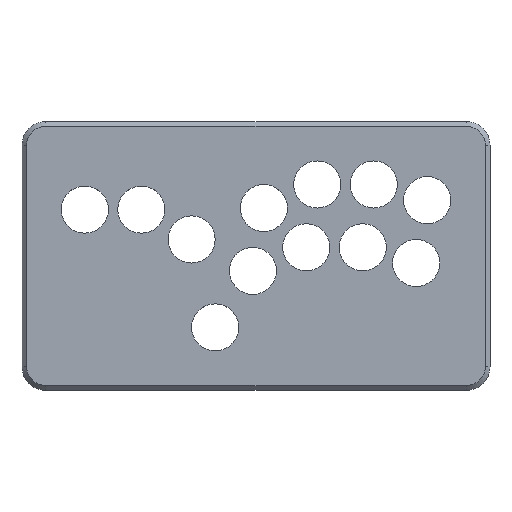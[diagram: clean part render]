
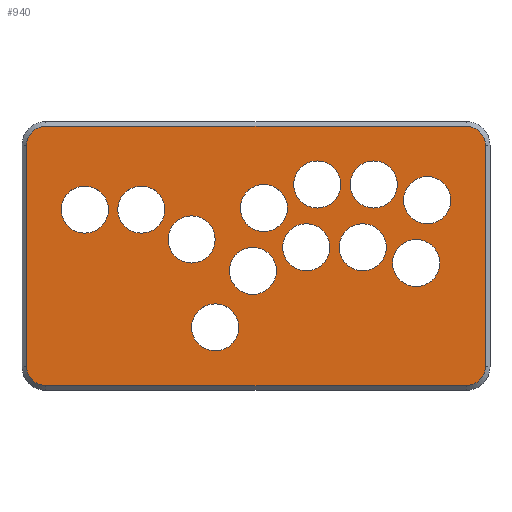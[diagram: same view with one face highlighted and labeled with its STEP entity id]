
A CAD part, top view. The second image highlights one B-rep face of the part: STEP entity #940.
In plain terms, the highlighted planar face has unit normal (0, 0, 1).
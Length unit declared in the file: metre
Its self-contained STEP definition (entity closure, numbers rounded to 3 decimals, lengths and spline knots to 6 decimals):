
#68=LINE('',#1528,#132);
#69=LINE('',#1532,#133);
#70=LINE('',#1536,#134);
#71=LINE('',#1540,#135);
#132=VECTOR('',#1218,1.);
#133=VECTOR('',#1221,1.);
#134=VECTOR('',#1224,1.);
#135=VECTOR('',#1227,1.);
#228=ORIENTED_EDGE('',*,*,#468,.T.);
#229=ORIENTED_EDGE('',*,*,#469,.T.);
#230=ORIENTED_EDGE('',*,*,#470,.T.);
#231=ORIENTED_EDGE('',*,*,#471,.T.);
#232=ORIENTED_EDGE('',*,*,#472,.T.);
#233=ORIENTED_EDGE('',*,*,#473,.T.);
#234=ORIENTED_EDGE('',*,*,#474,.T.);
#235=ORIENTED_EDGE('',*,*,#475,.T.);
#236=ORIENTED_EDGE('',*,*,#476,.F.);
#237=ORIENTED_EDGE('',*,*,#477,.F.);
#238=ORIENTED_EDGE('',*,*,#478,.F.);
#239=ORIENTED_EDGE('',*,*,#479,.F.);
#240=ORIENTED_EDGE('',*,*,#480,.F.);
#241=ORIENTED_EDGE('',*,*,#481,.F.);
#242=ORIENTED_EDGE('',*,*,#482,.F.);
#243=ORIENTED_EDGE('',*,*,#483,.F.);
#244=ORIENTED_EDGE('',*,*,#484,.F.);
#245=ORIENTED_EDGE('',*,*,#485,.F.);
#246=ORIENTED_EDGE('',*,*,#486,.F.);
#247=ORIENTED_EDGE('',*,*,#487,.F.);
#468=EDGE_CURVE('',#584,#585,#656,.T.);
#469=EDGE_CURVE('',#585,#586,#68,.T.);
#470=EDGE_CURVE('',#586,#587,#657,.T.);
#471=EDGE_CURVE('',#587,#588,#69,.T.);
#472=EDGE_CURVE('',#588,#589,#658,.T.);
#473=EDGE_CURVE('',#589,#590,#70,.T.);
#474=EDGE_CURVE('',#590,#591,#659,.T.);
#475=EDGE_CURVE('',#591,#584,#71,.T.);
#476=EDGE_CURVE('',#592,#592,#660,.T.);
#477=EDGE_CURVE('',#593,#593,#661,.T.);
#478=EDGE_CURVE('',#594,#594,#662,.T.);
#479=EDGE_CURVE('',#595,#595,#663,.T.);
#480=EDGE_CURVE('',#596,#596,#664,.T.);
#481=EDGE_CURVE('',#597,#597,#665,.T.);
#482=EDGE_CURVE('',#598,#598,#666,.T.);
#483=EDGE_CURVE('',#599,#599,#667,.T.);
#484=EDGE_CURVE('',#600,#600,#668,.T.);
#485=EDGE_CURVE('',#601,#601,#669,.T.);
#486=EDGE_CURVE('',#602,#602,#670,.T.);
#487=EDGE_CURVE('',#603,#603,#671,.T.);
#584=VERTEX_POINT('',#1526);
#585=VERTEX_POINT('',#1527);
#586=VERTEX_POINT('',#1529);
#587=VERTEX_POINT('',#1531);
#588=VERTEX_POINT('',#1533);
#589=VERTEX_POINT('',#1535);
#590=VERTEX_POINT('',#1537);
#591=VERTEX_POINT('',#1539);
#592=VERTEX_POINT('',#1542);
#593=VERTEX_POINT('',#1544);
#594=VERTEX_POINT('',#1546);
#595=VERTEX_POINT('',#1548);
#596=VERTEX_POINT('',#1550);
#597=VERTEX_POINT('',#1552);
#598=VERTEX_POINT('',#1554);
#599=VERTEX_POINT('',#1556);
#600=VERTEX_POINT('',#1558);
#601=VERTEX_POINT('',#1560);
#602=VERTEX_POINT('',#1562);
#603=VERTEX_POINT('',#1564);
#656=CIRCLE('',#1037,0.012);
#657=CIRCLE('',#1038,0.012);
#658=CIRCLE('',#1039,0.012);
#659=CIRCLE('',#1040,0.012);
#660=CIRCLE('',#1041,0.015);
#661=CIRCLE('',#1042,0.015);
#662=CIRCLE('',#1043,0.015);
#663=CIRCLE('',#1044,0.015);
#664=CIRCLE('',#1045,0.015);
#665=CIRCLE('',#1046,0.015);
#666=CIRCLE('',#1047,0.015);
#667=CIRCLE('',#1048,0.015);
#668=CIRCLE('',#1049,0.015);
#669=CIRCLE('',#1050,0.015);
#670=CIRCLE('',#1051,0.015);
#671=CIRCLE('',#1052,0.015);
#714=EDGE_LOOP('',(#228,#229,#230,#231,#232,#233,#234,#235));
#715=EDGE_LOOP('',(#236));
#716=EDGE_LOOP('',(#237));
#717=EDGE_LOOP('',(#238));
#718=EDGE_LOOP('',(#239));
#719=EDGE_LOOP('',(#240));
#720=EDGE_LOOP('',(#241));
#721=EDGE_LOOP('',(#242));
#722=EDGE_LOOP('',(#243));
#723=EDGE_LOOP('',(#244));
#724=EDGE_LOOP('',(#245));
#725=EDGE_LOOP('',(#246));
#726=EDGE_LOOP('',(#247));
#820=FACE_BOUND('',#714,.T.);
#821=FACE_BOUND('',#715,.T.);
#822=FACE_BOUND('',#716,.T.);
#823=FACE_BOUND('',#717,.T.);
#824=FACE_BOUND('',#718,.T.);
#825=FACE_BOUND('',#719,.T.);
#826=FACE_BOUND('',#720,.T.);
#827=FACE_BOUND('',#721,.T.);
#828=FACE_BOUND('',#722,.T.);
#829=FACE_BOUND('',#723,.T.);
#830=FACE_BOUND('',#724,.T.);
#831=FACE_BOUND('',#725,.T.);
#832=FACE_BOUND('',#726,.T.);
#909=PLANE('',#1036);
#940=ADVANCED_FACE('',(#820,#821,#822,#823,#824,#825,#826,#827,#828,#829,
#830,#831,#832),#909,.T.);
#1036=AXIS2_PLACEMENT_3D('',#1524,#1214,#1215);
#1037=AXIS2_PLACEMENT_3D('',#1525,#1216,#1217);
#1038=AXIS2_PLACEMENT_3D('',#1530,#1219,#1220);
#1039=AXIS2_PLACEMENT_3D('',#1534,#1222,#1223);
#1040=AXIS2_PLACEMENT_3D('',#1538,#1225,#1226);
#1041=AXIS2_PLACEMENT_3D('',#1541,#1228,#1229);
#1042=AXIS2_PLACEMENT_3D('',#1543,#1230,#1231);
#1043=AXIS2_PLACEMENT_3D('',#1545,#1232,#1233);
#1044=AXIS2_PLACEMENT_3D('',#1547,#1234,#1235);
#1045=AXIS2_PLACEMENT_3D('',#1549,#1236,#1237);
#1046=AXIS2_PLACEMENT_3D('',#1551,#1238,#1239);
#1047=AXIS2_PLACEMENT_3D('',#1553,#1240,#1241);
#1048=AXIS2_PLACEMENT_3D('',#1555,#1242,#1243);
#1049=AXIS2_PLACEMENT_3D('',#1557,#1244,#1245);
#1050=AXIS2_PLACEMENT_3D('',#1559,#1246,#1247);
#1051=AXIS2_PLACEMENT_3D('',#1561,#1248,#1249);
#1052=AXIS2_PLACEMENT_3D('',#1563,#1250,#1251);
#1214=DIRECTION('',(0.,0.,1.));
#1215=DIRECTION('',(1.,0.,0.));
#1216=DIRECTION('',(0.,0.,1.));
#1217=DIRECTION('',(1.,0.,0.));
#1218=DIRECTION('',(1.,0.,0.));
#1219=DIRECTION('',(0.,0.,1.));
#1220=DIRECTION('',(1.,0.,0.));
#1221=DIRECTION('',(0.,1.,0.));
#1222=DIRECTION('',(0.,0.,1.));
#1223=DIRECTION('',(1.,0.,0.));
#1224=DIRECTION('',(-1.,0.,0.));
#1225=DIRECTION('',(0.,0.,1.));
#1226=DIRECTION('',(1.,0.,0.));
#1227=DIRECTION('',(0.,-1.,0.));
#1228=DIRECTION('',(0.,0.,1.));
#1229=DIRECTION('',(1.,0.,0.));
#1230=DIRECTION('',(0.,0.,1.));
#1231=DIRECTION('',(1.,0.,0.));
#1232=DIRECTION('',(0.,0.,1.));
#1233=DIRECTION('',(1.,0.,0.));
#1234=DIRECTION('',(0.,0.,1.));
#1235=DIRECTION('',(1.,0.,0.));
#1236=DIRECTION('',(0.,0.,1.));
#1237=DIRECTION('',(1.,0.,0.));
#1238=DIRECTION('',(0.,0.,1.));
#1239=DIRECTION('',(1.,0.,0.));
#1240=DIRECTION('',(0.,0.,1.));
#1241=DIRECTION('',(1.,0.,0.));
#1242=DIRECTION('',(0.,0.,1.));
#1243=DIRECTION('',(1.,0.,0.));
#1244=DIRECTION('',(0.,0.,1.));
#1245=DIRECTION('',(1.,0.,0.));
#1246=DIRECTION('',(0.,0.,1.));
#1247=DIRECTION('',(1.,0.,0.));
#1248=DIRECTION('',(0.,0.,1.));
#1249=DIRECTION('',(1.,0.,0.));
#1250=DIRECTION('',(0.,0.,1.));
#1251=DIRECTION('',(1.,0.,0.));
#1524=CARTESIAN_POINT('',(0.16,-0.025,0.));
#1525=CARTESIAN_POINT('',(-0.108,-0.025,0.));
#1526=CARTESIAN_POINT('',(-0.12,-0.025,0.));
#1527=CARTESIAN_POINT('',(-0.108,-0.037,0.));
#1528=CARTESIAN_POINT('',(0.16,-0.037,0.));
#1529=CARTESIAN_POINT('',(0.16,-0.037,0.));
#1530=CARTESIAN_POINT('',(0.16,-0.025,0.));
#1531=CARTESIAN_POINT('',(0.172,-0.025,0.));
#1532=CARTESIAN_POINT('',(0.172,-0.025,0.));
#1533=CARTESIAN_POINT('',(0.172,0.116,0.));
#1534=CARTESIAN_POINT('',(0.16,0.116,0.));
#1535=CARTESIAN_POINT('',(0.16,0.128,0.));
#1536=CARTESIAN_POINT('',(0.16,0.128,0.));
#1537=CARTESIAN_POINT('',(-0.108,0.128,0.));
#1538=CARTESIAN_POINT('',(-0.108,0.116,0.));
#1539=CARTESIAN_POINT('',(-0.12,0.116,0.));
#1540=CARTESIAN_POINT('',(-0.12,-0.025,0.));
#1541=CARTESIAN_POINT('',(0.128,0.041,0.));
#1542=CARTESIAN_POINT('',(0.143,0.041,0.));
#1543=CARTESIAN_POINT('',(0.135,0.081,0.));
#1544=CARTESIAN_POINT('',(0.15,0.081,0.));
#1545=CARTESIAN_POINT('',(0.094,0.051,0.));
#1546=CARTESIAN_POINT('',(0.109,0.051,0.));
#1547=CARTESIAN_POINT('',(0.058,0.051,0.));
#1548=CARTESIAN_POINT('',(0.073,0.051,0.));
#1549=CARTESIAN_POINT('',(0.024,0.036,0.));
#1550=CARTESIAN_POINT('',(0.039,0.036,0.));
#1551=CARTESIAN_POINT('',(0.101,0.091,0.));
#1552=CARTESIAN_POINT('',(0.116,0.091,0.));
#1553=CARTESIAN_POINT('',(0.065,0.091,0.));
#1554=CARTESIAN_POINT('',(0.08,0.091,0.));
#1555=CARTESIAN_POINT('',(0.031,0.076,0.));
#1556=CARTESIAN_POINT('',(0.046,0.076,0.));
#1557=CARTESIAN_POINT('',(-0.083,0.075,0.));
#1558=CARTESIAN_POINT('',(-0.068,0.075,0.));
#1559=CARTESIAN_POINT('',(-0.015,0.056,0.));
#1560=CARTESIAN_POINT('',(0.,0.056,0.));
#1561=CARTESIAN_POINT('',(-0.047,0.075,0.));
#1562=CARTESIAN_POINT('',(-0.032,0.075,0.));
#1563=CARTESIAN_POINT('',(0.,0.,0.));
#1564=CARTESIAN_POINT('',(0.015,0.,0.));
